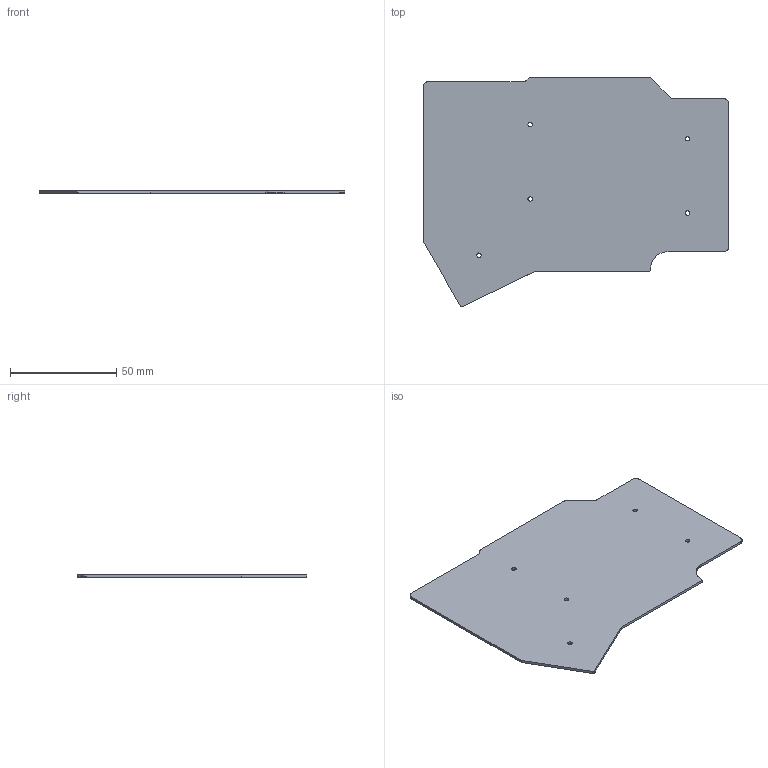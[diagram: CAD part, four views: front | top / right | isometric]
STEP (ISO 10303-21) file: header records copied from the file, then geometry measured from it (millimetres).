
FILE_DESCRIPTION(('KiCad electronic assembly'),'2;1');
FILE_NAME('michele58_case_bottom.step','2024-01-30T19:11:55',('Pcbnew'), ('Kicad'),'Open CASCADE STEP processor 7.7','KiCad to STEP converter', 'Unknown');
FILE_SCHEMA(('AUTOMOTIVE_DESIGN { 1 0 10303 214 1 1 1 1 }'));
Length unit declared in the file: millimetre
Products named in the file (2): michele58_case_bottom 1; michele58_case_bottom PCB
Assembly tree (1 placements, depth 2):
  michele58_case_bottom 1
    michele58_case_bottom PCB
Bounding box: 143.63 x 107.91 x 1.2 mm (x, y, z)
Volume: 15197.2 mm3; surface area: 25923.9 mm2
Topology: 1 solids, 1 shells, 105 faces, 309 edges, 206 vertices
Faces by surface type: plane 100, cylinder 5
Full cylindrical faces by diameter (mm): 2.1 x5
Entity records: 7549 total; most frequent: CARTESIAN_POINT 1300, DIRECTION 1141, LINE 907, VECTOR 907, ORIENTED_EDGE 618, PCURVE 618, DEFINITIONAL_REPRESENTATION 618, EDGE_CURVE 309
